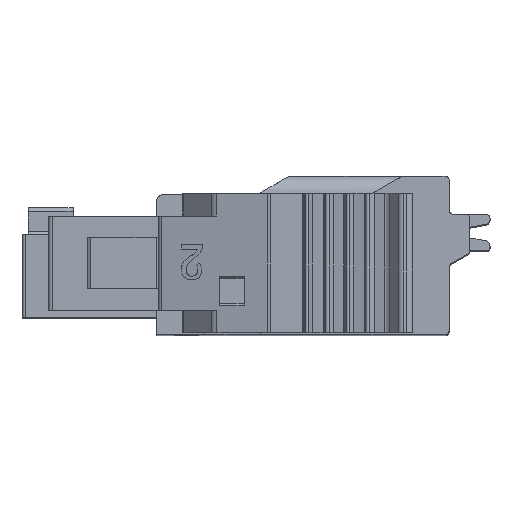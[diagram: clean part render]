
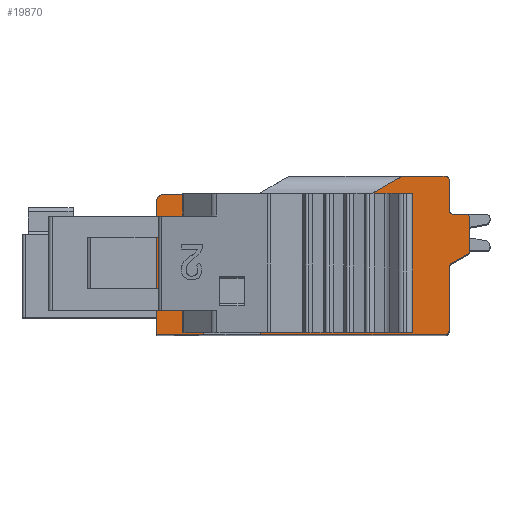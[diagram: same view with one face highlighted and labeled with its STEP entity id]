
A CAD part, top view. The second image highlights one B-rep face of the part: STEP entity #19870.
In plain terms, the highlighted planar face has unit normal (0, 0, 1).
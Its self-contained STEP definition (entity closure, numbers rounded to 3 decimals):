
#298=DIRECTION('',(0.,1.,0.));
#299=VECTOR('',#298,3.107);
#300=CARTESIAN_POINT('',(34.256,16.788,37.275));
#301=LINE('',#300,#299);
#1511=DIRECTION('',(-1.,0.,0.));
#1512=VECTOR('',#1511,2.497);
#1513=CARTESIAN_POINT('',(30.397,23.438,37.275));
#1514=LINE('',#1513,#1512);
#1533=DIRECTION('',(-1.,0.,0.));
#1534=VECTOR('',#1533,6.676);
#1535=CARTESIAN_POINT('',(26.932,23.438,37.275));
#1536=LINE('',#1535,#1534);
#1587=DIRECTION('',(-1.,0.,0.));
#1588=VECTOR('',#1587,2.1);
#1589=CARTESIAN_POINT('',(34.056,24.338,37.275));
#1590=LINE('',#1589,#1588);
#1765=DIRECTION('',(0.,1.,0.));
#1766=VECTOR('',#1765,1.45);
#1767=CARTESIAN_POINT('',(34.256,22.688,37.275));
#1768=LINE('',#1767,#1766);
#2063=DIRECTION('',(1.,0.,0.));
#2064=VECTOR('',#2063,0.968);
#2065=CARTESIAN_POINT('',(26.932,16.688,37.275));
#2066=LINE('',#2065,#2064);
#2067=DIRECTION('',(0.866,0.5,0.));
#2068=VECTOR('',#2067,1.8);
#2069=CARTESIAN_POINT('',(30.397,23.438,37.275));
#2070=LINE('',#2069,#2068);
#2071=CARTESIAN_POINT('',(34.056,24.138,37.275));
#2072=DIRECTION('',(0.,0.,-1.));
#2073=DIRECTION('',(0.,1.,0.));
#2074=AXIS2_PLACEMENT_3D('',#2071,#2072,#2073);
#2076=CARTESIAN_POINT('',(34.456,22.688,37.275));
#2077=DIRECTION('',(0.,0.,1.));
#2078=DIRECTION('',(-1.,0.,0.));
#2079=AXIS2_PLACEMENT_3D('',#2076,#2077,#2078);
#2081=CARTESIAN_POINT('',(35.056,22.288,37.275));
#2082=DIRECTION('',(0.,0.,-1.));
#2083=DIRECTION('',(0.,1.,0.));
#2084=AXIS2_PLACEMENT_3D('',#2081,#2082,#2083);
#2086=CARTESIAN_POINT('',(35.056,20.703,37.275));
#2087=DIRECTION('',(0.,0.,-1.));
#2088=DIRECTION('',(1.,0.,0.));
#2089=AXIS2_PLACEMENT_3D('',#2086,#2087,#2088);
#2091=DIRECTION('',(-0.866,-0.5,0.));
#2092=VECTOR('',#2091,0.924);
#2093=CARTESIAN_POINT('',(35.156,20.53,37.275));
#2094=LINE('',#2093,#2092);
#2095=CARTESIAN_POINT('',(34.456,19.895,37.275));
#2096=DIRECTION('',(0.,0.,1.));
#2097=DIRECTION('',(-0.5,0.866,0.));
#2098=AXIS2_PLACEMENT_3D('',#2095,#2096,#2097);
#2100=CARTESIAN_POINT('',(34.056,16.788,37.275));
#2101=DIRECTION('',(0.,0.,-1.));
#2102=DIRECTION('',(1.,0.,0.));
#2103=AXIS2_PLACEMENT_3D('',#2100,#2101,#2102);
#2105=CARTESIAN_POINT('',(20.256,23.138,37.275));
#2106=DIRECTION('',(0.,0.,-1.));
#2107=DIRECTION('',(-1.,-0.001,0.));
#2108=AXIS2_PLACEMENT_3D('',#2105,#2106,#2107);
#2110=DIRECTION('',(1.,0.,0.));
#2111=VECTOR('',#2110,1.721);
#2112=CARTESIAN_POINT('',(22.765,16.738,37.275));
#2113=LINE('',#2112,#2111);
#2114=DIRECTION('',(-1.,0.,0.));
#2115=VECTOR('',#2114,1.721);
#2116=CARTESIAN_POINT('',(24.486,22.468,37.275));
#2117=LINE('',#2116,#2115);
#2118=DIRECTION('',(0.,1.,0.));
#2119=VECTOR('',#2118,6.75);
#2120=CARTESIAN_POINT('',(26.932,16.688,37.275));
#2121=LINE('',#2120,#2119);
#2130=DIRECTION('',(0.,-1.,0.));
#2131=VECTOR('',#2130,6.75);
#2132=CARTESIAN_POINT('',(27.901,23.438,37.275));
#2133=LINE('',#2132,#2131);
#2859=DIRECTION('',(0.,1.,0.));
#2860=VECTOR('',#2859,5.73);
#2861=CARTESIAN_POINT('',(22.765,16.738,37.275));
#2862=LINE('',#2861,#2860);
#2871=DIRECTION('',(0.,-1.,0.));
#2872=VECTOR('',#2871,5.73);
#2873=CARTESIAN_POINT('',(24.486,22.468,37.275));
#2874=LINE('',#2873,#2872);
#3636=DIRECTION('',(-1.,0.,0.));
#3637=VECTOR('',#3636,0.6);
#3638=CARTESIAN_POINT('',(35.056,22.488,37.275));
#3639=LINE('',#3638,#3637);
#3652=DIRECTION('',(0.,1.,0.));
#3653=VECTOR('',#3652,1.585);
#3654=CARTESIAN_POINT('',(35.256,20.703,37.275));
#3655=LINE('',#3654,#3653);
#3776=DIRECTION('',(1.,0.,0.));
#3777=VECTOR('',#3776,14.1);
#3778=CARTESIAN_POINT('',(19.956,16.588,37.275));
#3779=LINE('',#3778,#3777);
#4060=DIRECTION('',(0.,-1.,0.));
#4061=VECTOR('',#4060,6.55);
#4062=CARTESIAN_POINT('',(19.956,23.137,37.275));
#4063=LINE('',#4062,#4061);
#13469=CARTESIAN_POINT('',(34.256,22.688,37.275));
#13470=VERTEX_POINT('',#13469);
#13471=CARTESIAN_POINT('',(34.256,24.138,37.275));
#13472=VERTEX_POINT('',#13471);
#13629=CARTESIAN_POINT('',(34.256,16.788,37.275));
#13630=CARTESIAN_POINT('',(34.256,19.895,37.275));
#13631=VERTEX_POINT('',#13629);
#13632=VERTEX_POINT('',#13630);
#13774=CARTESIAN_POINT('',(34.056,16.588,37.275));
#13775=VERTEX_POINT('',#13774);
#13780=CARTESIAN_POINT('',(19.956,16.588,37.275));
#13781=VERTEX_POINT('',#13780);
#13966=CARTESIAN_POINT('',(30.397,23.438,37.275));
#13967=VERTEX_POINT('',#13966);
#13968=CARTESIAN_POINT('',(27.901,23.438,37.275));
#13969=VERTEX_POINT('',#13968);
#13976=CARTESIAN_POINT('',(26.932,23.438,37.275));
#13977=VERTEX_POINT('',#13976);
#13978=CARTESIAN_POINT('',(20.256,23.438,37.275));
#13979=VERTEX_POINT('',#13978);
#14058=CARTESIAN_POINT('',(34.056,24.338,37.275));
#14059=VERTEX_POINT('',#14058);
#14060=CARTESIAN_POINT('',(31.956,24.338,37.275));
#14061=VERTEX_POINT('',#14060);
#14242=CARTESIAN_POINT('',(26.932,16.688,37.275));
#14243=VERTEX_POINT('',#14242);
#14244=CARTESIAN_POINT('',(27.901,16.688,37.275));
#14245=VERTEX_POINT('',#14244);
#14246=CARTESIAN_POINT('',(34.456,22.488,37.275));
#14247=VERTEX_POINT('',#14246);
#14248=CARTESIAN_POINT('',(35.056,22.488,37.275));
#14249=VERTEX_POINT('',#14248);
#14250=CARTESIAN_POINT('',(35.256,22.288,37.275));
#14251=VERTEX_POINT('',#14250);
#14252=CARTESIAN_POINT('',(35.256,20.703,37.275));
#14253=VERTEX_POINT('',#14252);
#14254=CARTESIAN_POINT('',(35.156,20.53,37.275));
#14255=VERTEX_POINT('',#14254);
#14256=CARTESIAN_POINT('',(34.356,20.068,37.275));
#14257=VERTEX_POINT('',#14256);
#14258=CARTESIAN_POINT('',(19.956,23.137,37.275));
#14259=VERTEX_POINT('',#14258);
#14260=CARTESIAN_POINT('',(22.765,16.738,37.275));
#14261=CARTESIAN_POINT('',(22.765,22.468,37.275));
#14262=VERTEX_POINT('',#14260);
#14263=VERTEX_POINT('',#14261);
#14264=CARTESIAN_POINT('',(24.486,16.738,37.275));
#14265=VERTEX_POINT('',#14264);
#14266=CARTESIAN_POINT('',(24.486,22.468,37.275));
#14267=VERTEX_POINT('',#14266);
#19820=CARTESIAN_POINT('',(26.228,21.108,37.275));
#19821=DIRECTION('',(0.,0.,1.));
#19822=DIRECTION('',(1.,0.,0.));
#19823=AXIS2_PLACEMENT_3D('',#19820,#19821,#19822);
#19824=PLANE('',#19823);
#19826=ORIENTED_EDGE('',*,*,#19825,.F.);
#19828=ORIENTED_EDGE('',*,*,#19827,.T.);
#19830=ORIENTED_EDGE('',*,*,#19829,.F.);
#19831=ORIENTED_EDGE('',*,*,#19068,.F.);
#19833=ORIENTED_EDGE('',*,*,#19832,.T.);
#19834=ORIENTED_EDGE('',*,*,#19188,.F.);
#19835=ORIENTED_EDGE('',*,*,#19416,.T.);
#19836=ORIENTED_EDGE('',*,*,#19450,.F.);
#19838=ORIENTED_EDGE('',*,*,#19837,.T.);
#19840=ORIENTED_EDGE('',*,*,#19839,.F.);
#19842=ORIENTED_EDGE('',*,*,#19841,.T.);
#19844=ORIENTED_EDGE('',*,*,#19843,.F.);
#19846=ORIENTED_EDGE('',*,*,#19845,.T.);
#19847=ORIENTED_EDGE('',*,*,#19812,.T.);
#19848=ORIENTED_EDGE('',*,*,#19801,.T.);
#19849=ORIENTED_EDGE('',*,*,#17331,.F.);
#19850=ORIENTED_EDGE('',*,*,#18971,.T.);
#19852=ORIENTED_EDGE('',*,*,#19851,.F.);
#19854=ORIENTED_EDGE('',*,*,#19853,.F.);
#19856=ORIENTED_EDGE('',*,*,#19855,.T.);
#19857=ORIENTED_EDGE('',*,*,#19078,.F.);
#19858=EDGE_LOOP('',(#19826,#19828,#19830,#19831,#19833,#19834,#19835,#19836,
#19838,#19840,#19842,#19844,#19846,#19847,#19848,#19849,#19850,#19852,#19854,
#19856,#19857));
#19859=FACE_OUTER_BOUND('',#19858,.F.);
#19861=ORIENTED_EDGE('',*,*,#19860,.F.);
#19863=ORIENTED_EDGE('',*,*,#19862,.T.);
#19865=ORIENTED_EDGE('',*,*,#19864,.F.);
#19867=ORIENTED_EDGE('',*,*,#19866,.T.);
#19868=EDGE_LOOP('',(#19861,#19863,#19865,#19867));
#19869=FACE_BOUND('',#19868,.F.);
#2075=CIRCLE('',#2074,0.2);
#2080=CIRCLE('',#2079,0.2);
#2085=CIRCLE('',#2084,0.2);
#2090=CIRCLE('',#2089,0.2);
#2099=CIRCLE('',#2098,0.2);
#2104=CIRCLE('',#2103,0.2);
#2109=CIRCLE('',#2108,0.3);
#17331=EDGE_CURVE('',#13631,#13632,#301,.T.);
#18971=EDGE_CURVE('',#13631,#13775,#2104,.T.);
#19068=EDGE_CURVE('',#13967,#13969,#1514,.T.);
#19078=EDGE_CURVE('',#13977,#13979,#1536,.T.);
#19188=EDGE_CURVE('',#14059,#14061,#1590,.T.);
#19416=EDGE_CURVE('',#14059,#13472,#2075,.T.);
#19450=EDGE_CURVE('',#13470,#13472,#1768,.T.);
#19801=EDGE_CURVE('',#14257,#13632,#2099,.T.);
#19812=EDGE_CURVE('',#14255,#14257,#2094,.T.);
#19825=EDGE_CURVE('',#14243,#13977,#2121,.T.);
#19827=EDGE_CURVE('',#14243,#14245,#2066,.T.);
#19829=EDGE_CURVE('',#13969,#14245,#2133,.T.);
#19832=EDGE_CURVE('',#13967,#14061,#2070,.T.);
#19837=EDGE_CURVE('',#13470,#14247,#2080,.T.);
#19839=EDGE_CURVE('',#14249,#14247,#3639,.T.);
#19841=EDGE_CURVE('',#14249,#14251,#2085,.T.);
#19843=EDGE_CURVE('',#14253,#14251,#3655,.T.);
#19845=EDGE_CURVE('',#14253,#14255,#2090,.T.);
#19851=EDGE_CURVE('',#13781,#13775,#3779,.T.);
#19853=EDGE_CURVE('',#14259,#13781,#4063,.T.);
#19855=EDGE_CURVE('',#14259,#13979,#2109,.T.);
#19860=EDGE_CURVE('',#14262,#14263,#2862,.T.);
#19862=EDGE_CURVE('',#14262,#14265,#2113,.T.);
#19864=EDGE_CURVE('',#14267,#14265,#2874,.T.);
#19866=EDGE_CURVE('',#14267,#14263,#2117,.T.);
#19870=ADVANCED_FACE('',(#19859,#19869),#19824,.T.);
